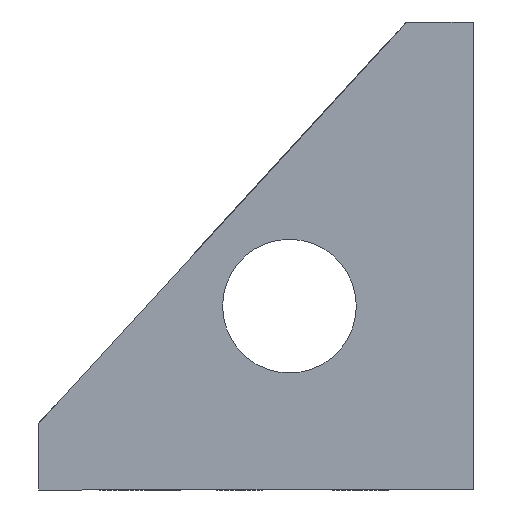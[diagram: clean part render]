
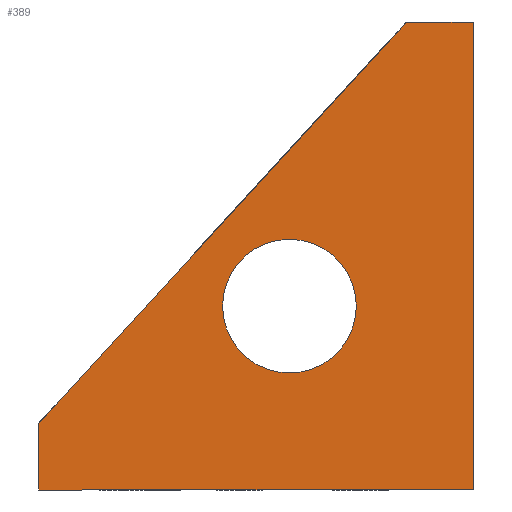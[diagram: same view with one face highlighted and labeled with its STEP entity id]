
A CAD part, front view. The second image highlights one B-rep face of the part: STEP entity #389.
In plain terms, the highlighted planar face has unit normal (0, -1, 0).
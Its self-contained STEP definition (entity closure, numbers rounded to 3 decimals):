
#191=VERTEX_POINT('',#529);
#201=EDGE_CURVE('',#339,#207,#540,.T.);
#207=VERTEX_POINT('',#546);
#315=EDGE_CURVE('',#477,#409,#666,.T.);
#339=VERTEX_POINT('',#691);
#367=EDGE_CURVE('',#453,#191,#722,.T.);
#373=EDGE_CURVE('',#409,#415,#730,.T.);
#389=ADVANCED_FACE('',(#750,#751),#752,.T.);
#407=EDGE_CURVE('',#207,#477,#770,.T.);
#409=VERTEX_POINT('',#772);
#415=VERTEX_POINT('',#778);
#453=VERTEX_POINT('',#821);
#457=EDGE_CURVE('',#191,#453,#826,.T.);
#477=VERTEX_POINT('',#849);
#483=EDGE_CURVE('',#415,#339,#859,.T.);
#529=CARTESIAN_POINT('',(-75.0,-33.0,55.0));
#540=LINE('',#918,#919);
#546=CARTESIAN_POINT('',(-130.0,-33.0,0.));
#666=LINE('',#1095,#1096);
#691=CARTESIAN_POINT('',(0.0,-33.0,0.0));
#722=CIRCLE('',#1170,20.0);
#730=LINE('',#1179,#1180);
#750=FACE_BOUND('',#1208,.T.);
#751=FACE_OUTER_BOUND('',#1209,.T.);
#752=PLANE('',#1210);
#770=LINE('',#1230,#1231);
#772=CARTESIAN_POINT('',(-20.0,-33.0,140.0));
#778=CARTESIAN_POINT('',(0.0,-33.0,140.0));
#821=CARTESIAN_POINT('',(-35.0,-33.0,55.0));
#826=CIRCLE('',#1301,20.0);
#849=CARTESIAN_POINT('',(-130.0,-33.0,20.));
#859=LINE('',#1343,#1344);
#918=CARTESIAN_POINT('',(-130.0,-33.0,0.));
#919=VECTOR('',#1394,1.0);
#1095=CARTESIAN_POINT('',(-20.0,-33.0,140.0));
#1096=VECTOR('',#1537,1.0);
#1170=AXIS2_PLACEMENT_3D('',#1600,#1601,#1602);
#1179=CARTESIAN_POINT('',(0.0,-33.0,140.0));
#1180=VECTOR('',#1612,1.0);
#1208=EDGE_LOOP('',(#1632,#1633));
#1209=EDGE_LOOP('',(#1634,#1635,#1636,#1637,#1638));
#1210=AXIS2_PLACEMENT_3D('',#1639,#1640,#1641);
#1230=CARTESIAN_POINT('',(-130.0,-33.0,20.));
#1231=VECTOR('',#1645,1.0);
#1301=AXIS2_PLACEMENT_3D('',#1706,#1707,#1708);
#1343=CARTESIAN_POINT('',(0.0,-33.0,0.0));
#1344=VECTOR('',#1762,1.0);
#1394=DIRECTION('',(-1.0,0.0,0.0));
#1537=DIRECTION('',(0.676,0.,0.737));
#1600=CARTESIAN_POINT('',(-55.0,-33.0,55.0));
#1601=DIRECTION('',(0.0,1.0,0.));
#1602=DIRECTION('',(1.0,0.0,0.0));
#1612=DIRECTION('',(1.0,0.0,0.0));
#1632=ORIENTED_EDGE('',*,*,#457,.T.);
#1633=ORIENTED_EDGE('',*,*,#367,.T.);
#1634=ORIENTED_EDGE('',*,*,#201,.F.);
#1635=ORIENTED_EDGE('',*,*,#483,.F.);
#1636=ORIENTED_EDGE('',*,*,#373,.F.);
#1637=ORIENTED_EDGE('',*,*,#315,.F.);
#1638=ORIENTED_EDGE('',*,*,#407,.F.);
#1639=CARTESIAN_POINT('',(-49.619,-33.0,54.619));
#1640=DIRECTION('',(0.0,-1.0,0.));
#1641=DIRECTION('',(1.0,0.0,0.0));
#1645=DIRECTION('',(0.0,0.,1.0));
#1706=CARTESIAN_POINT('',(-55.0,-33.0,55.0));
#1707=DIRECTION('',(0.0,1.0,0.));
#1708=DIRECTION('',(1.0,0.0,0.0));
#1762=DIRECTION('',(0.0,0.,-1.0));
